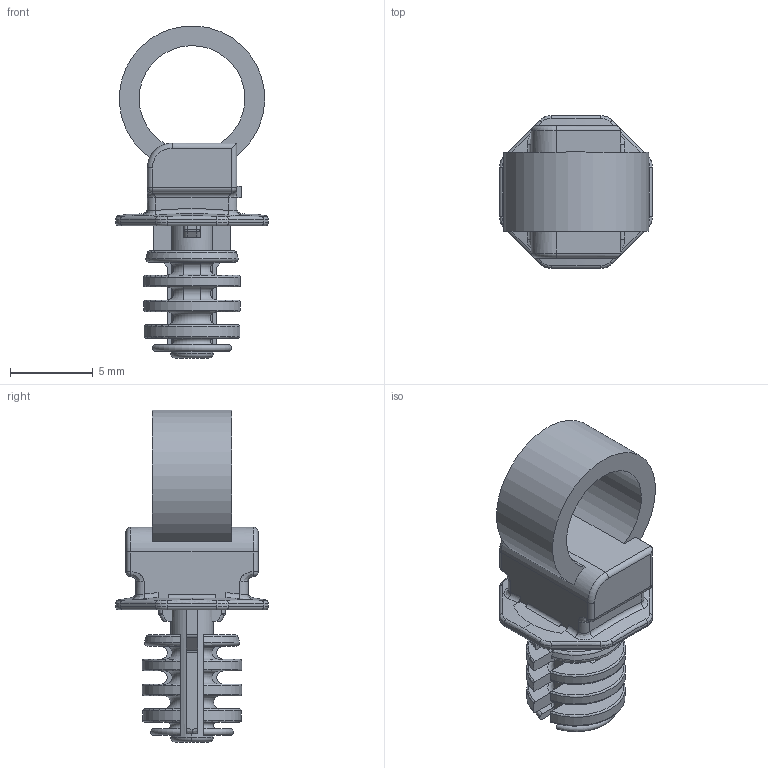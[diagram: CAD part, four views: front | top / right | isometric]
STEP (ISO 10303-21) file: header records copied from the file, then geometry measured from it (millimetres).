
FILE_DESCRIPTION((''),'2;1');
FILE_NAME('BAND_CABLE_6_CU','2019-07-22T',('parkkh'),(''),'CREO PARAMETRIC BY PTC INC, 2017300','CREO PARAMETRIC BY PTC INC, 2017300','');
FILE_SCHEMA(('CONFIG_CONTROL_DESIGN'));
Length unit declared in the file: millimetre
Products named in the file (1): BAND_CABLE_6_CU
Bounding box: 9.24 x 9.24 x 20.09 mm (x, y, z)
Volume: 433.7 mm3; surface area: 764.5 mm2
Topology: 1 solids, 1 shells, 248 faces, 635 edges, 392 vertices
Faces by surface type: plane 100, cylinder 60, torus 56, bspline 22, sphere 10
Entity records: 8908 total; most frequent: CARTESIAN_POINT 3020, ORIENTED_EDGE 1270, DIRECTION 1199, EDGE_CURVE 635, AXIS2_PLACEMENT_3D 468, VERTEX_POINT 392, VECTOR 263, LINE 263
